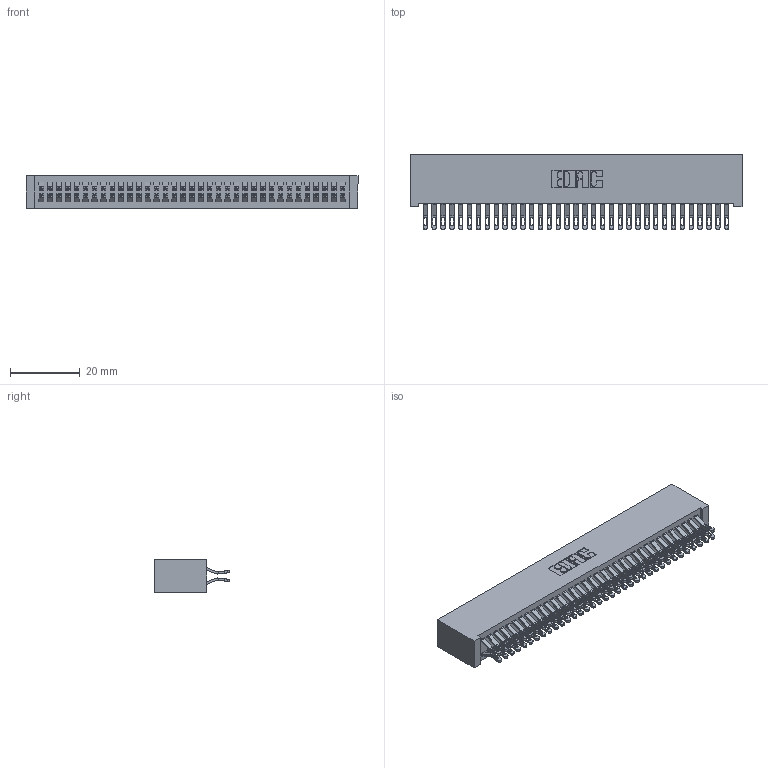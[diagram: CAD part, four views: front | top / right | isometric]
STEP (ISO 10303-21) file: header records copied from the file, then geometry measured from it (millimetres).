
FILE_DESCRIPTION (( 'STEP AP203' ), '1' );
FILE_NAME ('392-070-555-201.STEP', '2019-10-09T12:11:15', ( '' ), ( '' ), 'SwSTEP 2.0', 'SolidWorks 2016', '' );
FILE_SCHEMA (( 'CONFIG_CONTROL_DESIGN' ));
Length unit declared in the file: inch
Products named in the file (3): 342 Part_Lugless; 345-292-001_555 Tail; 392-070-555-201
Assembly tree (71 placements, depth 2):
  392-070-555-201
    342 Part_Lugless
    345-292-001_555 Tail  x70
Bounding box: 95.15 x 21.47 x 9.4 mm (x, y, z)
Volume: 9150 mm3; surface area: 15844.9 mm2
Topology: 71 solids, 71 shells, 4162 faces, 13085 edges, 8722 vertices
Faces by surface type: plane 2442, cylinder 1720
Entity records: 23339 total; most frequent: CARTESIAN_POINT 3908, ORIENTED_EDGE 3814, DIRECTION 3315, EDGE_CURVE 1907, VECTOR 1767, LINE 1767, VERTEX_POINT 1270, AXIS2_PLACEMENT_3D 774
